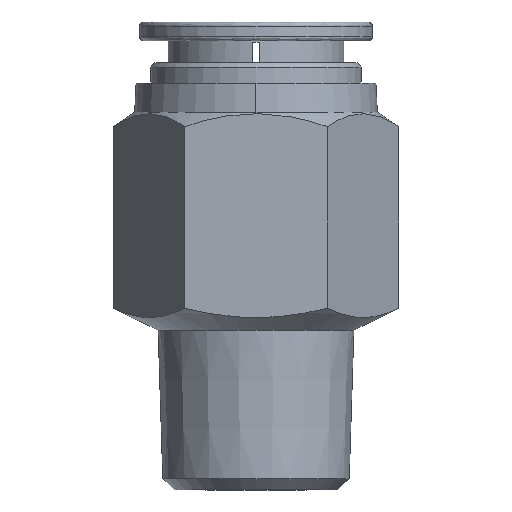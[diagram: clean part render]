
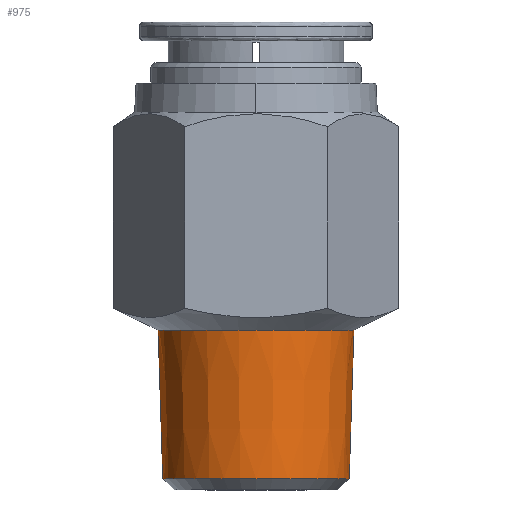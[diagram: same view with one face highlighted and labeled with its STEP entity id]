
A CAD part, front view. The second image highlights one B-rep face of the part: STEP entity #975.
In plain terms, the highlighted conical face has half-angle 1.79 degrees and reference radius 6.734 mm.
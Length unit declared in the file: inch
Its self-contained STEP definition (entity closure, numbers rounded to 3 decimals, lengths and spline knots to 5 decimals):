
#21 = AXIS2_PLACEMENT_3D ( 'NONE', #950, #1853, #3017 ) ;
#154 = CARTESIAN_POINT ( 'NONE',  ( -0.26511, 1.1811, 0.43307 ) ) ;
#188 = VECTOR ( 'NONE', #2811, 39.37008 ) ;
#294 = CARTESIAN_POINT ( 'NONE',  ( 0., 1.1811, 0.43307 ) ) ;
#407 = CARTESIAN_POINT ( 'NONE',  ( 0.25253, 1.1811, 0.03051 ) ) ;
#421 = CARTESIAN_POINT ( 'NONE',  ( 0.26511, 1.1811, 0.43307 ) ) ;
#467 = LINE ( 'NONE', #421, #188 ) ;
#535 = VERTEX_POINT ( 'NONE', #3157 ) ;
#628 = ORIENTED_EDGE ( 'NONE', *, *, #1407, .F. ) ;
#653 = EDGE_LOOP ( 'NONE', ( #1868, #628, #981, #885 ) ) ;
#714 = DIRECTION ( 'NONE',  ( 0., 0., -1. ) ) ;
#885 = ORIENTED_EDGE ( 'NONE', *, *, #2703, .T. ) ;
#950 = CARTESIAN_POINT ( 'NONE',  ( 0., 1.1811, 0.43307 ) ) ;
#975 = ADVANCED_FACE ( 'NONE', ( #3323 ), #2598, .T. ) ;
#981 = ORIENTED_EDGE ( 'NONE', *, *, #2972, .T. ) ;
#1006 = CARTESIAN_POINT ( 'NONE',  ( -0.25253, 1.1811, 0.03051 ) ) ;
#1363 = AXIS2_PLACEMENT_3D ( 'NONE', #294, #2031, #2914 ) ;
#1407 = EDGE_CURVE ( 'NONE', #3273, #1780, #1788, .T. ) ;
#1606 = CARTESIAN_POINT ( 'NONE',  ( 0., 1.1811, 0.03051 ) ) ;
#1780 = VERTEX_POINT ( 'NONE', #1006 ) ;
#1788 = CIRCLE ( 'NONE', #2685, 0.25253 ) ;
#1853 = DIRECTION ( 'NONE',  ( 0., 0., -1. ) ) ;
#1868 = ORIENTED_EDGE ( 'NONE', *, *, #2443, .F. ) ;
#2031 = DIRECTION ( 'NONE',  ( 0., 0., 1. ) ) ;
#2371 = LINE ( 'NONE', #154, #3556 ) ;
#2443 = EDGE_CURVE ( 'NONE', #1780, #535, #2371, .T. ) ;
#2598 = CONICAL_SURFACE ( 'NONE', #1363, 0.26511, 0.031 ) ;
#2685 = AXIS2_PLACEMENT_3D ( 'NONE', #1606, #714, #3661 ) ;
#2703 = EDGE_CURVE ( 'NONE', #3700, #535, #3627, .T. ) ;
#2796 = CARTESIAN_POINT ( 'NONE',  ( 0.26511, 1.1811, 0.43307 ) ) ;
#2811 = DIRECTION ( 'NONE',  ( 0.031, 0., 1. ) ) ;
#2843 = DIRECTION ( 'NONE',  ( -0.031, 0., 1. ) ) ;
#2914 = DIRECTION ( 'NONE',  ( 1., 0., 0. ) ) ;
#2972 = EDGE_CURVE ( 'NONE', #3273, #3700, #467, .T. ) ;
#3017 = DIRECTION ( 'NONE',  ( 1., 0., 0. ) ) ;
#3157 = CARTESIAN_POINT ( 'NONE',  ( -0.26511, 1.1811, 0.43307 ) ) ;
#3273 = VERTEX_POINT ( 'NONE', #407 ) ;
#3323 = FACE_OUTER_BOUND ( 'NONE', #653, .T. ) ;
#3556 = VECTOR ( 'NONE', #2843, 39.37008 ) ;
#3627 = CIRCLE ( 'NONE', #21, 0.26511 ) ;
#3661 = DIRECTION ( 'NONE',  ( 1., 0., 0. ) ) ;
#3700 = VERTEX_POINT ( 'NONE', #2796 ) ;
